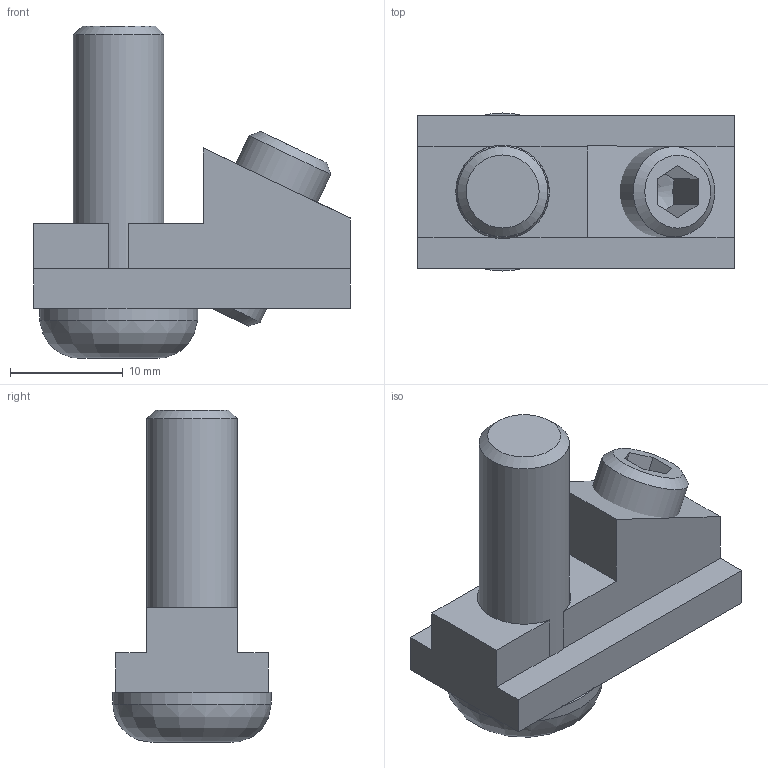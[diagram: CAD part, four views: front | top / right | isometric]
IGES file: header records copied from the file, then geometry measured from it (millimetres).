
Global section: file name: 214508.stp.ipt; native system: Autodesk Inventor 2014; preprocessor: unknown; author: zeman; date: 20151020.095754; units: millimetre
Bounding box: 28 x 14 x 29.4 mm (x, y, z)
Volume: 4249.2 mm3; surface area: 3388.2 mm2
Topology: 3 solids, 3 shells, 44 faces, 115 edges, 75 vertices
Faces by surface type: plane 32, revolution 4, cylinder 3, cone 3, bspline 2
Full cylindrical faces by diameter (mm): 8 x2, 14 x1
